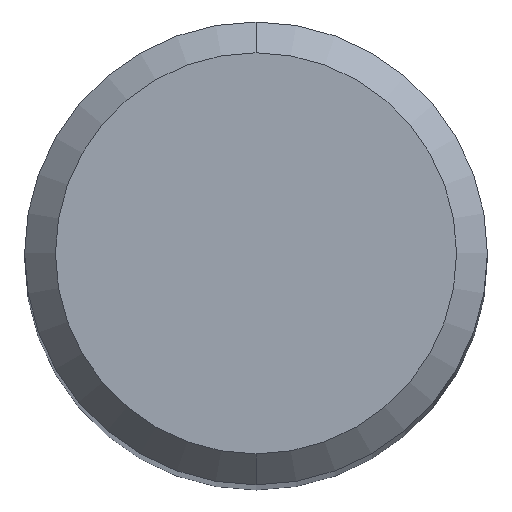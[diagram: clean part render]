
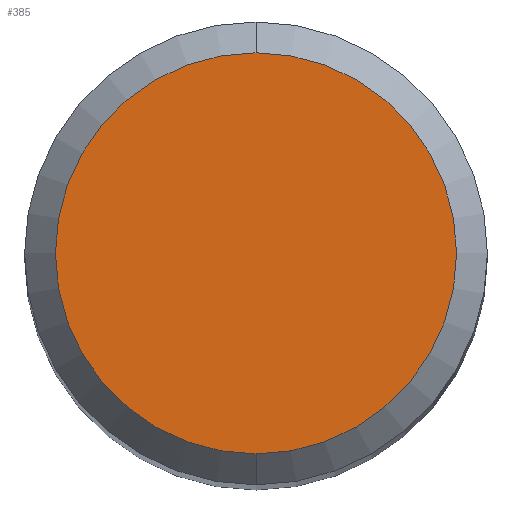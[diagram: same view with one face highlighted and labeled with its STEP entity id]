
A CAD part, top view. The second image highlights one B-rep face of the part: STEP entity #385.
In plain terms, the highlighted planar face has unit normal (0, 0, 1).
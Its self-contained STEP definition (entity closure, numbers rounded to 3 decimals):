
#257=EDGE_CURVE('',#261,#285,#573,.T.);
#261=VERTEX_POINT('',#577);
#285=VERTEX_POINT('',#603);
#385=ADVANCED_FACE('',(#712),#713,.T.);
#397=EDGE_CURVE('',#285,#261,#725,.T.);
#573=CIRCLE('',#1012,2.6);
#577=CARTESIAN_POINT('',(0.,-2.6,0.0));
#603=CARTESIAN_POINT('',(0.0,2.6,0.0));
#712=FACE_OUTER_BOUND('',#1301,.T.);
#713=PLANE('',#1302);
#725=CIRCLE('',#1320,2.6);
#1012=AXIS2_PLACEMENT_3D('',#1549,#1550,#1551);
#1301=EDGE_LOOP('',(#1691,#1692));
#1302=AXIS2_PLACEMENT_3D('',#1693,#1694,#1695);
#1320=AXIS2_PLACEMENT_3D('',#1701,#1702,#1703);
#1549=CARTESIAN_POINT('',(0.0,0.0,0.0));
#1550=DIRECTION('',(0.0,0.0,-1.0));
#1551=DIRECTION('',(0.0,1.0,0.0));
#1691=ORIENTED_EDGE('',*,*,#397,.F.);
#1692=ORIENTED_EDGE('',*,*,#257,.F.);
#1693=CARTESIAN_POINT('',(0.0,1.3,0.0));
#1694=DIRECTION('',(-0.0,0.0,1.0));
#1695=DIRECTION('',(0.0,-1.0,0.0));
#1701=CARTESIAN_POINT('',(0.0,0.0,0.0));
#1702=DIRECTION('',(0.0,0.0,-1.0));
#1703=DIRECTION('',(0.0,1.0,0.0));
